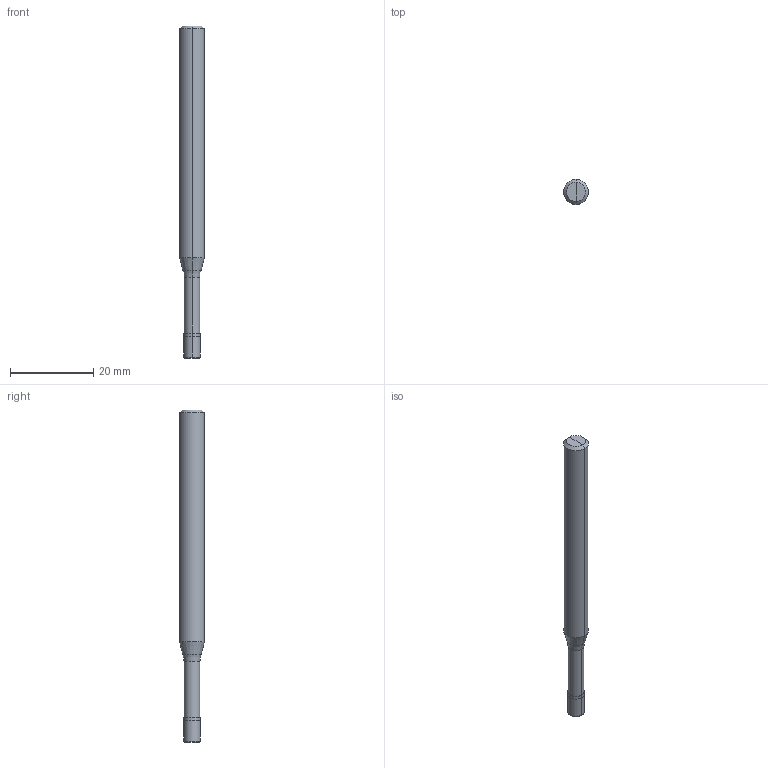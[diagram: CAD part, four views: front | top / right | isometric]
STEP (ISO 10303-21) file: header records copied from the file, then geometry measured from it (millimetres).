
FILE_DESCRIPTION((''),'2;1');
FILE_NAME('eXobj0000_090210F7','',('ISBE GmbH'),('ISBE GmbH'), 'ISBE STEP IO v1.1','originating_system','authorisation');
FILE_SCHEMA(('AUTOMOTIVE_DESIGN { 1 0 10303 214 1 1 1 1 }'));
Length unit declared in the file: millimetre
Products named in the file (7): CUT0; NOCUT0; RootObj; WIRE
Assembly tree (2 placements, depth 2):
  RootObj
    CUT0
    NOCUT0
  WIRE
  WIRE
  WIRE
  WIRE
Bounding box: 6 x 6 x 80 mm (x, y, z)
Volume: 1889.3 mm3; surface area: 1419.4 mm2
Topology: 2 solids, 2 shells, 26 faces, 504 edges, 938 vertices
Faces by surface type: plane 10, cylinder 8, revolution 4, cone 4
Entity records: 4671 total; most frequent: CARTESIAN_POINT 1574, DIRECTION 694, LINE 562, VECTOR 562, TRIMMED_CURVE 456, ORIENTED_EDGE 96, PCURVE 96, DEFINITIONAL_REPRESENTATION 96
